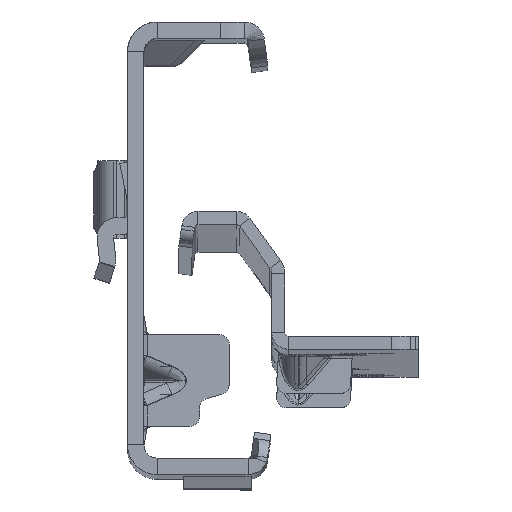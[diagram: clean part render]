
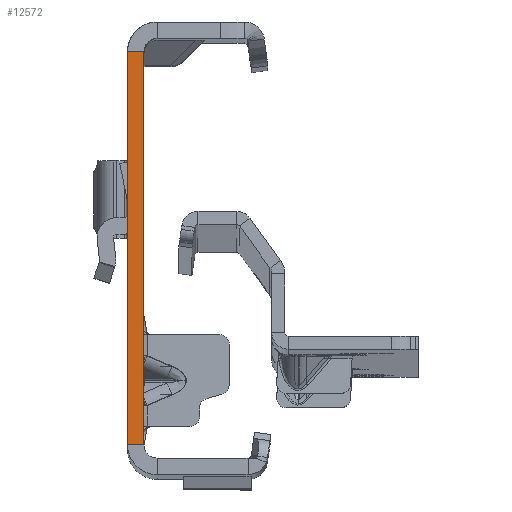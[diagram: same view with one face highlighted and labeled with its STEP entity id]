
A CAD part, top view. The second image highlights one B-rep face of the part: STEP entity #12572.
In plain terms, the highlighted planar face has unit normal (0, 0, 1).
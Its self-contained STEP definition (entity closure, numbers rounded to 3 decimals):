
#664 = VERTEX_POINT ( 'NONE', #7015 ) ;
#813 = LINE ( 'NONE', #13204, #14463 ) ;
#1500 = PLANE ( 'NONE',  #13526 ) ;
#2323 = VERTEX_POINT ( 'NONE', #8147 ) ;
#2612 = LINE ( 'NONE', #15259, #3373 ) ;
#2777 = CARTESIAN_POINT ( 'NONE',  ( -2.5, -32., 0. ) ) ;
#2958 = DIRECTION ( 'NONE',  ( 1., 0., 0. ) ) ;
#2959 = DIRECTION ( 'NONE',  ( 0., -1., 0. ) ) ;
#3044 = CARTESIAN_POINT ( 'NONE',  ( 0., 30., 0. ) ) ;
#3373 = VECTOR ( 'NONE', #5525, 1000. ) ;
#3432 = VECTOR ( 'NONE', #8605, 1000. ) ;
#3641 = EDGE_CURVE ( 'NONE', #664, #2323, #17250, .T. ) ;
#4909 = DIRECTION ( 'NONE',  ( 0., -1., 0. ) ) ;
#5243 = VECTOR ( 'NONE', #2959, 1000. ) ;
#5525 = DIRECTION ( 'NONE',  ( -1., 0., 0. ) ) ;
#6723 = EDGE_CURVE ( 'NONE', #664, #15818, #12800, .T. ) ;
#7015 = CARTESIAN_POINT ( 'NONE',  ( 0., 30., 0. ) ) ;
#7056 = DIRECTION ( 'NONE',  ( 0., 0., 1. ) ) ;
#7561 = ORIENTED_EDGE ( 'NONE', *, *, #14656, .T. ) ;
#7647 = CARTESIAN_POINT ( 'NONE',  ( -2.5, -30., 0. ) ) ;
#8147 = CARTESIAN_POINT ( 'NONE',  ( -2.5, 30., 0. ) ) ;
#8605 = DIRECTION ( 'NONE',  ( -1., 0., 0. ) ) ;
#8752 = ORIENTED_EDGE ( 'NONE', *, *, #13458, .F. ) ;
#10442 = VERTEX_POINT ( 'NONE', #7647 ) ;
#10570 = ORIENTED_EDGE ( 'NONE', *, *, #6723, .F. ) ;
#12572 = ADVANCED_FACE ( 'NONE', ( #15161 ), #1500, .T. ) ;
#12800 = LINE ( 'NONE', #12974, #5243 ) ;
#12974 = CARTESIAN_POINT ( 'NONE',  ( 0., -32., 0. ) ) ;
#13204 = CARTESIAN_POINT ( 'NONE',  ( -2.5, -32., 0. ) ) ;
#13283 = EDGE_LOOP ( 'NONE', ( #10570, #16956, #7561, #8752 ) ) ;
#13458 = EDGE_CURVE ( 'NONE', #15818, #10442, #2612, .T. ) ;
#13526 = AXIS2_PLACEMENT_3D ( 'NONE', #2777, #7056, #2958 ) ;
#14463 = VECTOR ( 'NONE', #4909, 1000. ) ;
#14656 = EDGE_CURVE ( 'NONE', #2323, #10442, #813, .T. ) ;
#14668 = CARTESIAN_POINT ( 'NONE',  ( 0., -30., 0. ) ) ;
#15161 = FACE_OUTER_BOUND ( 'NONE', #13283, .T. ) ;
#15259 = CARTESIAN_POINT ( 'NONE',  ( 0., -30., 0. ) ) ;
#15818 = VERTEX_POINT ( 'NONE', #14668 ) ;
#16956 = ORIENTED_EDGE ( 'NONE', *, *, #3641, .T. ) ;
#17250 = LINE ( 'NONE', #3044, #3432 ) ;
